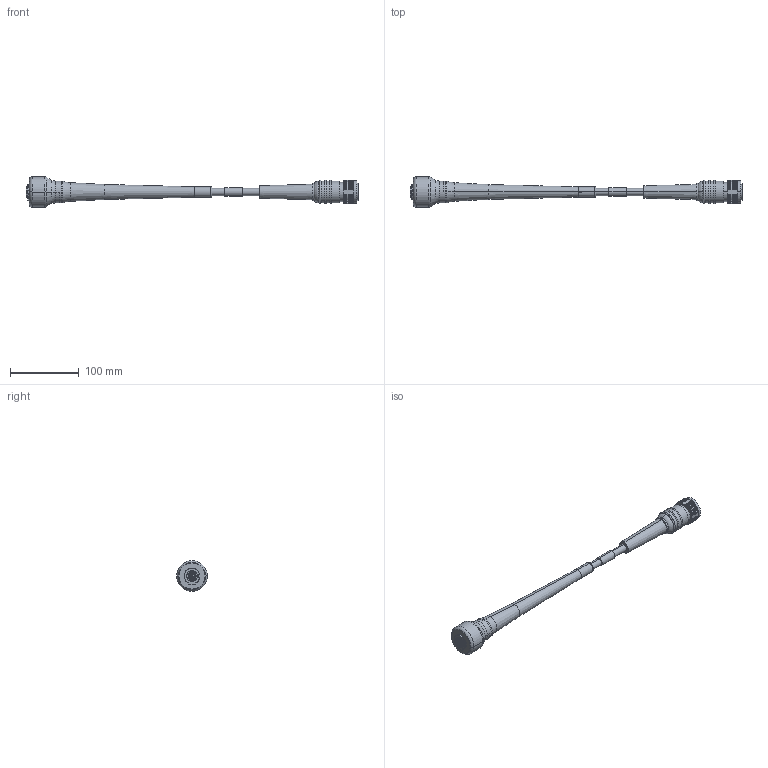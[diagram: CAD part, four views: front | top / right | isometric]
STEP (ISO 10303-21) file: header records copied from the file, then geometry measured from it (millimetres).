
FILE_DESCRIPTION((''),'2;1');
FILE_NAME('20C107300_SW0001','2023-01-11T10:54:36',('FDR0718'),(''),'CREO PARAMETRIC BY PTC INC, 2017380','CREO PARAMETRIC BY PTC INC, 2017380','');
FILE_SCHEMA(('CONFIG_CONTROL_DESIGN'));
Length unit declared in the file: inch
Products named in the file (1): 20C107300_SW0001
Bounding box: 483.16 x 44.58 x 44.58 mm (x, y, z)
Volume: 191850.5 mm3; surface area: 49517.8 mm2
Topology: 2 solids, 2 shells, 363 faces, 913 edges, 600 vertices
Faces by surface type: cylinder 190, plane 102, cone 44, torus 17, bspline 8, revolution 2
Entity records: 11611 total; most frequent: CARTESIAN_POINT 2452, DIRECTION 2082, ORIENTED_EDGE 1826, EDGE_CURVE 913, AXIS2_PLACEMENT_3D 851, VERTEX_POINT 600, CIRCLE 498, EDGE_LOOP 409
